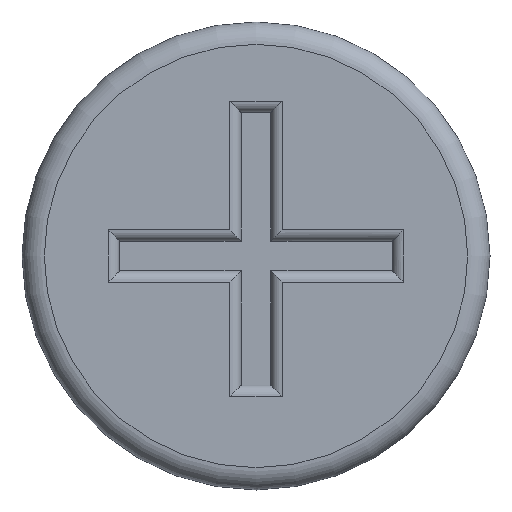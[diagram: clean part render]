
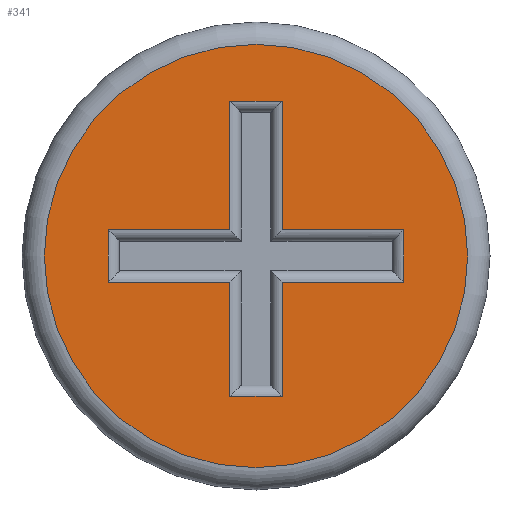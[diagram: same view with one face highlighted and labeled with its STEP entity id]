
A CAD part, front view. The second image highlights one B-rep face of the part: STEP entity #341.
In plain terms, the highlighted planar face has unit normal (0, -1, 0).
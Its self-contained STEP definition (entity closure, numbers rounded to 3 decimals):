
#17=FACE_BOUND('',#66,.T.);
#19=CIRCLE('',#388,1.9);
#29=PLANE('',#387);
#45=FACE_OUTER_BOUND('',#65,.T.);
#65=EDGE_LOOP('',(#267));
#66=EDGE_LOOP('',(#268,#269,#270,#271,#272,#273,#274,#275,#276,#277,#278,
#279));
#87=LINE('',#521,#113);
#89=LINE('',#529,#115);
#91=LINE('',#535,#117);
#93=LINE('',#541,#119);
#96=LINE('',#552,#122);
#97=LINE('',#556,#123);
#99=LINE('',#562,#125);
#101=LINE('',#568,#127);
#104=LINE('',#576,#130);
#106=LINE('',#580,#132);
#108=LINE('',#585,#134);
#110=LINE('',#589,#136);
#113=VECTOR('',#409,10.);
#115=VECTOR('',#417,10.);
#117=VECTOR('',#423,10.);
#119=VECTOR('',#429,10.);
#122=VECTOR('',#438,10.);
#123=VECTOR('',#443,10.);
#125=VECTOR('',#449,10.);
#127=VECTOR('',#455,10.);
#130=VECTOR('',#462,10.);
#132=VECTOR('',#468,10.);
#134=VECTOR('',#472,10.);
#136=VECTOR('',#478,10.);
#139=VERTEX_POINT('',#519);
#140=VERTEX_POINT('',#520);
#143=VERTEX_POINT('',#528);
#145=VERTEX_POINT('',#534);
#147=VERTEX_POINT('',#540);
#151=VERTEX_POINT('',#549);
#152=VERTEX_POINT('',#551);
#153=VERTEX_POINT('',#555);
#155=VERTEX_POINT('',#561);
#157=VERTEX_POINT('',#567);
#160=VERTEX_POINT('',#575);
#162=VERTEX_POINT('',#584);
#163=VERTEX_POINT('',#591);
#171=EDGE_CURVE('',#139,#140,#87,.T.);
#175=EDGE_CURVE('',#140,#143,#89,.T.);
#178=EDGE_CURVE('',#143,#145,#91,.T.);
#181=EDGE_CURVE('',#145,#147,#93,.T.);
#186=EDGE_CURVE('',#151,#152,#96,.T.);
#188=EDGE_CURVE('',#147,#153,#97,.T.);
#191=EDGE_CURVE('',#153,#155,#99,.T.);
#194=EDGE_CURVE('',#155,#157,#101,.T.);
#198=EDGE_CURVE('',#157,#160,#104,.T.);
#201=EDGE_CURVE('',#160,#151,#106,.T.);
#203=EDGE_CURVE('',#152,#162,#108,.T.);
#206=EDGE_CURVE('',#162,#139,#110,.T.);
#207=EDGE_CURVE('',#163,#163,#19,.T.);
#267=ORIENTED_EDGE('',*,*,#207,.F.);
#268=ORIENTED_EDGE('',*,*,#186,.F.);
#269=ORIENTED_EDGE('',*,*,#201,.F.);
#270=ORIENTED_EDGE('',*,*,#198,.F.);
#271=ORIENTED_EDGE('',*,*,#194,.F.);
#272=ORIENTED_EDGE('',*,*,#191,.F.);
#273=ORIENTED_EDGE('',*,*,#188,.F.);
#274=ORIENTED_EDGE('',*,*,#181,.F.);
#275=ORIENTED_EDGE('',*,*,#178,.F.);
#276=ORIENTED_EDGE('',*,*,#175,.F.);
#277=ORIENTED_EDGE('',*,*,#171,.F.);
#278=ORIENTED_EDGE('',*,*,#206,.F.);
#279=ORIENTED_EDGE('',*,*,#203,.F.);
#341=ADVANCED_FACE('',(#45,#17),#29,.F.);
#387=AXIS2_PLACEMENT_3D('',#590,#479,#480);
#388=AXIS2_PLACEMENT_3D('',#592,#481,#482);
#409=DIRECTION('',(0.,0.,-1.));
#417=DIRECTION('',(-1.,0.,0.));
#423=DIRECTION('',(0.,0.,-1.));
#429=DIRECTION('',(1.,0.,0.));
#438=DIRECTION('',(-1.,0.,0.));
#443=DIRECTION('',(0.,0.,-1.));
#449=DIRECTION('',(1.,0.,0.));
#455=DIRECTION('',(0.,0.,1.));
#462=DIRECTION('',(1.,0.,0.));
#468=DIRECTION('',(0.,0.,1.));
#472=DIRECTION('',(0.,0.,1.));
#478=DIRECTION('',(-1.,0.,0.));
#479=DIRECTION('center_axis',(0.,1.,0.));
#480=DIRECTION('ref_axis',(1.,0.,0.));
#481=DIRECTION('center_axis',(0.,1.,0.));
#482=DIRECTION('ref_axis',(1.,0.,0.));
#519=CARTESIAN_POINT('',(15.409,0.,14.34));
#520=CARTESIAN_POINT('',(15.409,0.,13.184));
#521=CARTESIAN_POINT('',(15.409,0.,13.017));
#528=CARTESIAN_POINT('',(14.319,0.,13.184));
#529=CARTESIAN_POINT('',(15.031,0.,13.184));
#534=CARTESIAN_POINT('',(14.319,0.,12.717));
#535=CARTESIAN_POINT('',(14.319,0.,12.883));
#540=CARTESIAN_POINT('',(15.409,0.,12.717));
#541=CARTESIAN_POINT('',(15.576,0.,12.717));
#549=CARTESIAN_POINT('',(16.968,0.,13.184));
#551=CARTESIAN_POINT('',(15.877,0.,13.184));
#552=CARTESIAN_POINT('',(15.71,0.,13.184));
#555=CARTESIAN_POINT('',(15.409,0.,11.691));
#556=CARTESIAN_POINT('',(15.409,0.,12.371));
#561=CARTESIAN_POINT('',(15.877,0.,11.691));
#562=CARTESIAN_POINT('',(15.71,0.,11.691));
#567=CARTESIAN_POINT('',(15.877,0.,12.717));
#568=CARTESIAN_POINT('',(15.877,0.,12.883));
#575=CARTESIAN_POINT('',(16.968,0.,12.717));
#576=CARTESIAN_POINT('',(16.256,0.,12.717));
#580=CARTESIAN_POINT('',(16.968,0.,13.017));
#584=CARTESIAN_POINT('',(15.877,0.,14.34));
#585=CARTESIAN_POINT('',(15.877,0.,13.595));
#589=CARTESIAN_POINT('',(15.576,0.,14.34));
#590=CARTESIAN_POINT('Origin',(15.643,0.,12.95));
#591=CARTESIAN_POINT('',(15.643,0.,11.05));
#592=CARTESIAN_POINT('Origin',(15.643,0.,12.95));
